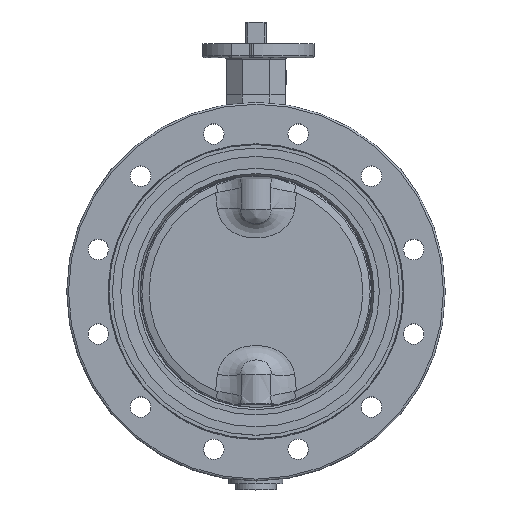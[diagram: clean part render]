
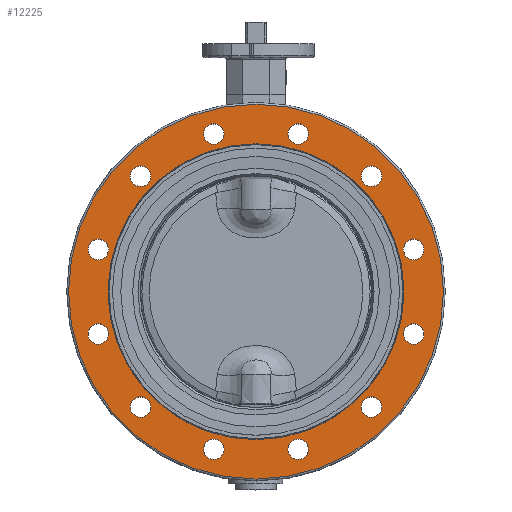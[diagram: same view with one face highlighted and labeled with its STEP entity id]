
A CAD part, top view. The second image highlights one B-rep face of the part: STEP entity #12225.
In plain terms, the highlighted planar face has unit normal (0, 0, 1).
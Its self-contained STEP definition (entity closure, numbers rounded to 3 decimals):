
#11245=CARTESIAN_POINT('',(-35.767,174.537,79.5));
#11246=VERTEX_POINT('',#11245);
#11247=CARTESIAN_POINT('',(-45.293,169.037,79.5));
#11248=DIRECTION('',(0.0,0.0,-1.0));
#11249=DIRECTION('',(-0.866,-0.5,0.0));
#11250=AXIS2_PLACEMENT_3D('',#11247,#11248,#11249);
#11251=CIRCLE('',#11250,11.0);
#11252=EDGE_CURVE('',#11246,#11246,#11251,.T.);
#11301=CARTESIAN_POINT('',(-118.244,133.27,79.5));
#11302=VERTEX_POINT('',#11301);
#11303=CARTESIAN_POINT('',(-123.744,123.744,79.5));
#11304=DIRECTION('',(0.0,0.0,-1.));
#11305=DIRECTION('',(-0.5,-0.866,0.0));
#11306=AXIS2_PLACEMENT_3D('',#11303,#11304,#11305);
#11307=CIRCLE('',#11306,11.0);
#11308=EDGE_CURVE('',#11302,#11302,#11307,.T.);
#11357=CARTESIAN_POINT('',(-169.037,56.293,79.5));
#11358=VERTEX_POINT('',#11357);
#11359=CARTESIAN_POINT('',(-169.037,45.293,79.5));
#11360=DIRECTION('',(0.0,0.0,-1.0));
#11361=DIRECTION('',(0.0,-1.0,0.0));
#11362=AXIS2_PLACEMENT_3D('',#11359,#11360,#11361);
#11363=CIRCLE('',#11362,11.0);
#11364=EDGE_CURVE('',#11358,#11358,#11363,.T.);
#11413=CARTESIAN_POINT('',(-174.537,-35.767,79.5));
#11414=VERTEX_POINT('',#11413);
#11415=CARTESIAN_POINT('',(-169.037,-45.293,79.5));
#11416=DIRECTION('',(0.0,0.0,-1.));
#11417=DIRECTION('',(0.5,-0.866,0.0));
#11418=AXIS2_PLACEMENT_3D('',#11415,#11416,#11417);
#11419=CIRCLE('',#11418,11.0);
#11420=EDGE_CURVE('',#11414,#11414,#11419,.T.);
#11469=CARTESIAN_POINT('',(-133.27,-118.244,79.5));
#11470=VERTEX_POINT('',#11469);
#11471=CARTESIAN_POINT('',(-123.744,-123.744,79.5));
#11472=DIRECTION('',(0.0,0.0,-1.0));
#11473=DIRECTION('',(0.866,-0.5,0.0));
#11474=AXIS2_PLACEMENT_3D('',#11471,#11472,#11473);
#11475=CIRCLE('',#11474,11.);
#11476=EDGE_CURVE('',#11470,#11470,#11475,.T.);
#11525=CARTESIAN_POINT('',(-56.293,-169.037,79.5));
#11526=VERTEX_POINT('',#11525);
#11527=CARTESIAN_POINT('',(-45.293,-169.037,79.5));
#11528=DIRECTION('',(0.0,0.0,-1.0));
#11529=DIRECTION('',(1.0,0.0,0.0));
#11530=AXIS2_PLACEMENT_3D('',#11527,#11528,#11529);
#11531=CIRCLE('',#11530,11.0);
#11532=EDGE_CURVE('',#11526,#11526,#11531,.T.);
#11581=CARTESIAN_POINT('',(35.767,-174.537,79.5));
#11582=VERTEX_POINT('',#11581);
#11583=CARTESIAN_POINT('',(45.293,-169.037,79.5));
#11584=DIRECTION('',(0.0,0.0,-1.0));
#11585=DIRECTION('',(0.866,0.5,0.0));
#11586=AXIS2_PLACEMENT_3D('',#11583,#11584,#11585);
#11587=CIRCLE('',#11586,11.);
#11588=EDGE_CURVE('',#11582,#11582,#11587,.T.);
#11637=CARTESIAN_POINT('',(118.244,-133.27,79.5));
#11638=VERTEX_POINT('',#11637);
#11639=CARTESIAN_POINT('',(123.744,-123.744,79.5));
#11640=DIRECTION('',(0.0,0.0,-1.0));
#11641=DIRECTION('',(0.5,0.866,0.0));
#11642=AXIS2_PLACEMENT_3D('',#11639,#11640,#11641);
#11643=CIRCLE('',#11642,11.);
#11644=EDGE_CURVE('',#11638,#11638,#11643,.T.);
#11693=CARTESIAN_POINT('',(169.037,-56.293,79.5));
#11694=VERTEX_POINT('',#11693);
#11695=CARTESIAN_POINT('',(169.037,-45.293,79.5));
#11696=DIRECTION('',(0.0,0.0,-1.0));
#11697=DIRECTION('',(0.0,1.0,0.0));
#11698=AXIS2_PLACEMENT_3D('',#11695,#11696,#11697);
#11699=CIRCLE('',#11698,11.0);
#11700=EDGE_CURVE('',#11694,#11694,#11699,.T.);
#11749=CARTESIAN_POINT('',(174.537,35.767,79.5));
#11750=VERTEX_POINT('',#11749);
#11751=CARTESIAN_POINT('',(169.037,45.293,79.5));
#11752=DIRECTION('',(0.0,0.0,-1.));
#11753=DIRECTION('',(-0.5,0.866,0.0));
#11754=AXIS2_PLACEMENT_3D('',#11751,#11752,#11753);
#11755=CIRCLE('',#11754,11.0);
#11756=EDGE_CURVE('',#11750,#11750,#11755,.T.);
#11805=CARTESIAN_POINT('',(133.27,118.244,79.5));
#11806=VERTEX_POINT('',#11805);
#11807=CARTESIAN_POINT('',(123.744,123.744,79.5));
#11808=DIRECTION('',(0.0,0.0,-1.));
#11809=DIRECTION('',(-0.866,0.5,0.0));
#11810=AXIS2_PLACEMENT_3D('',#11807,#11808,#11809);
#11811=CIRCLE('',#11810,11.0);
#11812=EDGE_CURVE('',#11806,#11806,#11811,.T.);
#11861=CARTESIAN_POINT('',(56.293,169.037,79.5));
#11862=VERTEX_POINT('',#11861);
#11863=CARTESIAN_POINT('',(45.293,169.037,79.5));
#11864=DIRECTION('',(0.0,0.0,-1.0));
#11865=DIRECTION('',(-1.0,0.0,0.0));
#11866=AXIS2_PLACEMENT_3D('',#11863,#11864,#11865);
#11867=CIRCLE('',#11866,11.0);
#11868=EDGE_CURVE('',#11862,#11862,#11867,.T.);
#12117=CARTESIAN_POINT('',(-158.45,0.,79.5));
#12118=VERTEX_POINT('',#12117);
#12119=CARTESIAN_POINT('',(0.0,0.0,79.5));
#12120=DIRECTION('',(0.0,0.0,1.0));
#12121=DIRECTION('',(1.0,0.0,0.0));
#12122=AXIS2_PLACEMENT_3D('',#12119,#12120,#12121);
#12123=CIRCLE('',#12122,158.45);
#12124=EDGE_CURVE('',#12118,#12118,#12123,.T.);
#12170=CARTESIAN_POINT('',(0.0,0.0,79.5));
#12171=DIRECTION('',(0.0,0.0,1.0));
#12172=DIRECTION('',(1.0,0.0,0.0));
#12173=AXIS2_PLACEMENT_3D('',#12170,#12171,#12172);
#12174=PLANE('',#12173);
#12175=CARTESIAN_POINT('',(201.0,0.,79.5));
#12176=VERTEX_POINT('',#12175);
#12177=CARTESIAN_POINT('',(0.0,0.0,79.5));
#12178=DIRECTION('',(0.0,0.0,-1.0));
#12179=DIRECTION('',(-1.0,0.0,0.0));
#12180=AXIS2_PLACEMENT_3D('',#12177,#12178,#12179);
#12181=CIRCLE('',#12180,201.0);
#12182=EDGE_CURVE('',#12176,#12176,#12181,.T.);
#12183=ORIENTED_EDGE('',*,*,#12182,.F.);
#12184=EDGE_LOOP('',(#12183));
#12185=FACE_OUTER_BOUND('',#12184,.T.);
#12186=ORIENTED_EDGE('',*,*,#11252,.T.);
#12187=EDGE_LOOP('',(#12186));
#12188=FACE_BOUND('',#12187,.T.);
#12189=ORIENTED_EDGE('',*,*,#11308,.T.);
#12190=EDGE_LOOP('',(#12189));
#12191=FACE_BOUND('',#12190,.T.);
#12192=ORIENTED_EDGE('',*,*,#11364,.T.);
#12193=EDGE_LOOP('',(#12192));
#12194=FACE_BOUND('',#12193,.T.);
#12195=ORIENTED_EDGE('',*,*,#11420,.T.);
#12196=EDGE_LOOP('',(#12195));
#12197=FACE_BOUND('',#12196,.T.);
#12198=ORIENTED_EDGE('',*,*,#11476,.T.);
#12199=EDGE_LOOP('',(#12198));
#12200=FACE_BOUND('',#12199,.T.);
#12201=ORIENTED_EDGE('',*,*,#11532,.T.);
#12202=EDGE_LOOP('',(#12201));
#12203=FACE_BOUND('',#12202,.T.);
#12204=ORIENTED_EDGE('',*,*,#11588,.T.);
#12205=EDGE_LOOP('',(#12204));
#12206=FACE_BOUND('',#12205,.T.);
#12207=ORIENTED_EDGE('',*,*,#11644,.T.);
#12208=EDGE_LOOP('',(#12207));
#12209=FACE_BOUND('',#12208,.T.);
#12210=ORIENTED_EDGE('',*,*,#11700,.T.);
#12211=EDGE_LOOP('',(#12210));
#12212=FACE_BOUND('',#12211,.T.);
#12213=ORIENTED_EDGE('',*,*,#11756,.T.);
#12214=EDGE_LOOP('',(#12213));
#12215=FACE_BOUND('',#12214,.T.);
#12216=ORIENTED_EDGE('',*,*,#11812,.T.);
#12217=EDGE_LOOP('',(#12216));
#12218=FACE_BOUND('',#12217,.T.);
#12219=ORIENTED_EDGE('',*,*,#11868,.T.);
#12220=EDGE_LOOP('',(#12219));
#12221=FACE_BOUND('',#12220,.T.);
#12222=ORIENTED_EDGE('',*,*,#12124,.F.);
#12223=EDGE_LOOP('',(#12222));
#12224=FACE_BOUND('',#12223,.T.);
#12225=ADVANCED_FACE('',(#12185,#12188,#12191,#12194,#12197,#12200,#12203,#12206,#12209,#12212,#12215,#12218,#12221,#12224),#12174,.T.);
